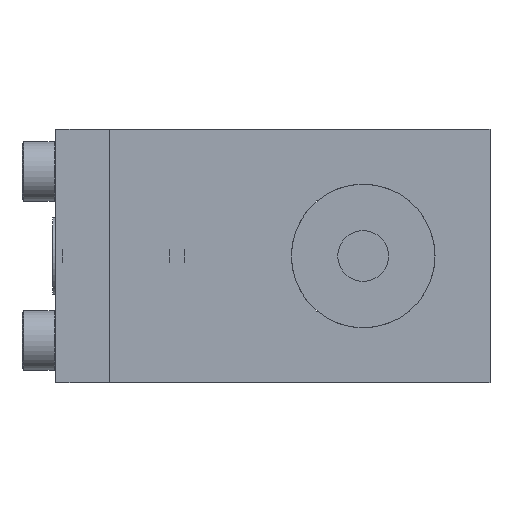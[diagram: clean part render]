
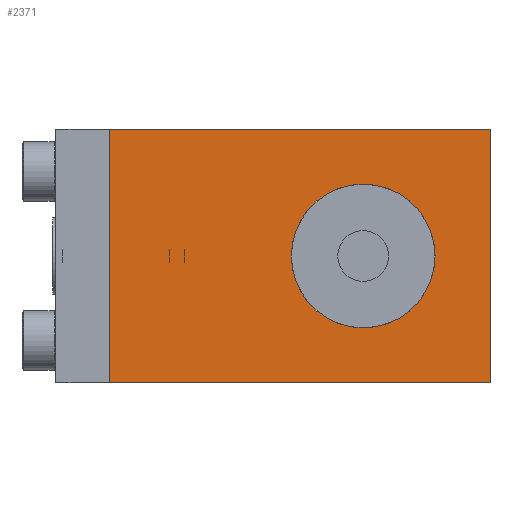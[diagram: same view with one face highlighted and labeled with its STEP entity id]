
A CAD part, left-side view. The second image highlights one B-rep face of the part: STEP entity #2371.
In plain terms, the highlighted planar face has unit normal (-1, 0, 0).
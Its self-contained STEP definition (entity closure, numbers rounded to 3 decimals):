
#228=FACE_BOUND('',#498,.T.);
#278=PLANE('',#2628);
#340=FACE_OUTER_BOUND('',#497,.T.);
#497=EDGE_LOOP('',(#1713,#1714,#1715,#1716));
#498=EDGE_LOOP('',(#1717));
#666=LINE('',#3604,#808);
#670=LINE('',#3611,#812);
#673=LINE('',#3617,#815);
#675=LINE('',#3620,#817);
#808=VECTOR('',#2973,10.);
#812=VECTOR('',#2979,10.);
#815=VECTOR('',#2984,10.);
#817=VECTOR('',#2988,10.);
#959=CIRCLE('',#2621,8.5);
#1059=VERTEX_POINT('',#3592);
#1063=VERTEX_POINT('',#3601);
#1064=VERTEX_POINT('',#3603);
#1066=VERTEX_POINT('',#3609);
#1068=VERTEX_POINT('',#3615);
#1298=EDGE_CURVE('',#1059,#1059,#959,.T.);
#1303=EDGE_CURVE('',#1063,#1064,#666,.T.);
#1307=EDGE_CURVE('',#1066,#1063,#670,.T.);
#1310=EDGE_CURVE('',#1068,#1066,#673,.T.);
#1312=EDGE_CURVE('',#1064,#1068,#675,.T.);
#1713=ORIENTED_EDGE('',*,*,#1312,.F.);
#1714=ORIENTED_EDGE('',*,*,#1303,.F.);
#1715=ORIENTED_EDGE('',*,*,#1307,.F.);
#1716=ORIENTED_EDGE('',*,*,#1310,.F.);
#1717=ORIENTED_EDGE('',*,*,#1298,.F.);
#2371=ADVANCED_FACE('',(#340,#228),#278,.T.);
#2621=AXIS2_PLACEMENT_3D('',#3593,#2964,#2965);
#2628=AXIS2_PLACEMENT_3D('',#3622,#2991,#2992);
#2964=DIRECTION('center_axis',(-1.,0.,0.));
#2965=DIRECTION('ref_axis',(0.,0.,1.));
#2973=DIRECTION('',(0.,1.,0.));
#2979=DIRECTION('',(0.,0.,-1.));
#2984=DIRECTION('',(0.,-1.,0.));
#2988=DIRECTION('',(0.,0.,1.));
#2991=DIRECTION('center_axis',(-1.,0.,0.));
#2992=DIRECTION('ref_axis',(0.,0.,1.));
#3592=CARTESIAN_POINT('',(-11.,15.,-23.5));
#3593=CARTESIAN_POINT('Origin',(-11.,15.,-15.));
#3601=CARTESIAN_POINT('',(-11.,0.,-30.));
#3603=CARTESIAN_POINT('',(-11.,45.,-30.));
#3604=CARTESIAN_POINT('',(-11.,0.,-30.));
#3609=CARTESIAN_POINT('',(-11.,0.,0.));
#3611=CARTESIAN_POINT('',(-11.,0.,0.));
#3615=CARTESIAN_POINT('',(-11.,45.,0.));
#3617=CARTESIAN_POINT('',(-11.,45.,0.));
#3620=CARTESIAN_POINT('',(-11.,45.,-30.));
#3622=CARTESIAN_POINT('Origin',(-11.,22.5,-15.));
